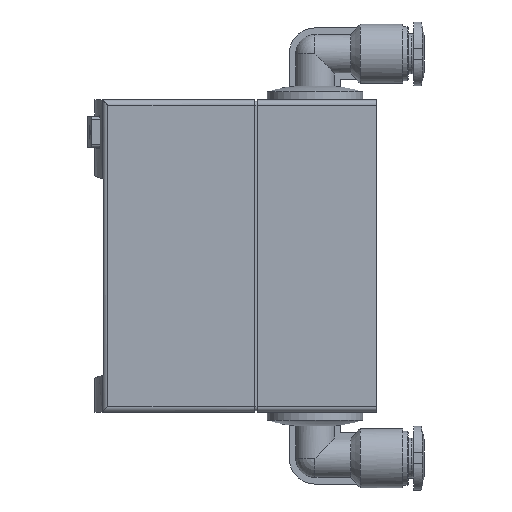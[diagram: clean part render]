
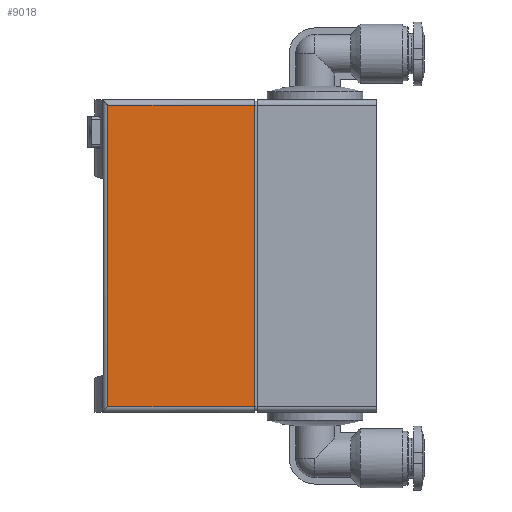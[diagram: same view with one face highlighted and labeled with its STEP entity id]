
A CAD part, left-side view. The second image highlights one B-rep face of the part: STEP entity #9018.
In plain terms, the highlighted planar face has unit normal (-1, 0, 0).
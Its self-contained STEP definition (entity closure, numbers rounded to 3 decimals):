
#765=ORIENTED_EDGE('',*,*,#2614,.T.);
#766=ORIENTED_EDGE('',*,*,#2615,.T.);
#767=ORIENTED_EDGE('',*,*,#2616,.F.);
#768=ORIENTED_EDGE('',*,*,#2612,.T.);
#2612=EDGE_CURVE('',#3522,#3521,#4109,.T.);
#2614=EDGE_CURVE('',#3521,#3523,#4110,.T.);
#2615=EDGE_CURVE('',#3523,#3524,#4111,.T.);
#2616=EDGE_CURVE('',#3522,#3524,#4112,.T.);
#3521=VERTEX_POINT('',#12472);
#3522=VERTEX_POINT('',#12474);
#3523=VERTEX_POINT('',#12478);
#3524=VERTEX_POINT('',#12480);
#4109=LINE('',#12473,#4748);
#4110=LINE('',#12477,#4749);
#4111=LINE('',#12479,#4750);
#4112=LINE('',#12481,#4751);
#4748=VECTOR('',#10388,1000.);
#4749=VECTOR('',#10393,1000.);
#4750=VECTOR('',#10394,1000.);
#4751=VECTOR('',#10395,1000.);
#5256=EDGE_LOOP('',(#765,#766,#767,#768));
#5708=FACE_BOUND('',#5256,.T.);
#6141=PLANE('',#9477);
#9018=ADVANCED_FACE('',(#5708),#6141,.F.);
#9477=AXIS2_PLACEMENT_3D('',#12476,#10391,#10392);
#10388=DIRECTION('',(0.,0.,-1.));
#10391=DIRECTION('',(1.,0.,0.));
#10392=DIRECTION('',(0.,0.,-1.));
#10393=DIRECTION('',(0.,-1.,0.));
#10394=DIRECTION('',(0.,0.,1.));
#10395=DIRECTION('',(0.,-1.,0.));
#12472=CARTESIAN_POINT('',(-10.,49.984,-28.));
#12473=CARTESIAN_POINT('',(-10.,49.984,29.));
#12474=CARTESIAN_POINT('',(-10.,49.984,28.));
#12476=CARTESIAN_POINT('',(-10.,52.5,-28.));
#12477=CARTESIAN_POINT('',(-10.,52.5,-28.));
#12478=CARTESIAN_POINT('',(-10.,22.7,-28.));
#12479=CARTESIAN_POINT('',(-10.,22.7,-28.));
#12480=CARTESIAN_POINT('',(-10.,22.7,28.));
#12481=CARTESIAN_POINT('',(-10.,52.5,28.));
